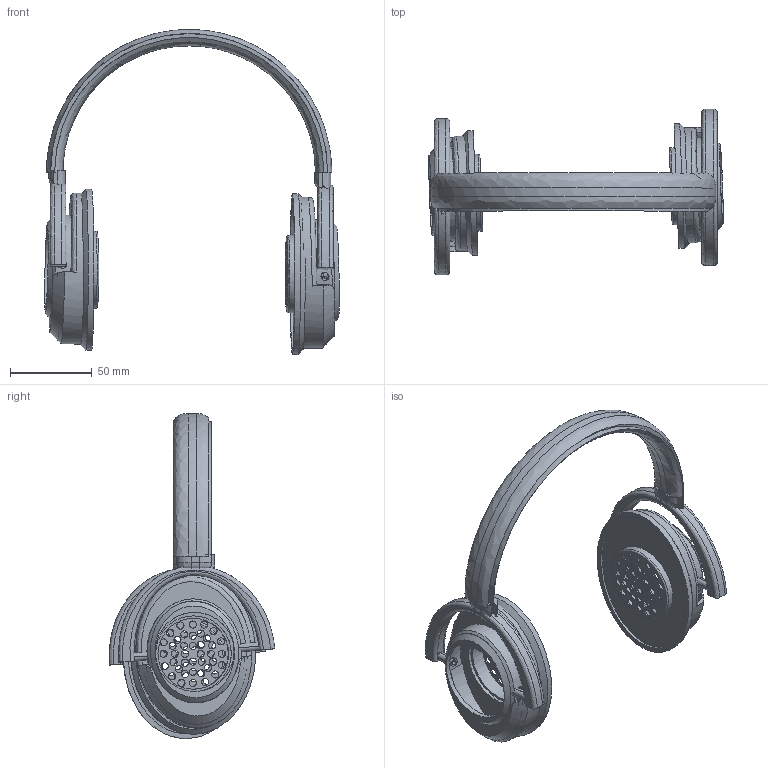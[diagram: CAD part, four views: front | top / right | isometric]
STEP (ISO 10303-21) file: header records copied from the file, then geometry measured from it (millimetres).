
FILE_DESCRIPTION(/* description */ ('STEP AP242','CAx-IF Rec.Pracs.---Representation and Presentation of Product Manufacturing Information (PMI)---4.0---2014-10-13','CAx-IF Rec.Pracs.---3D Tessellated Geometry---0.4---2014-09-14','2;1'),/* implementation_level */ '2;1');
FILE_NAME(/* name */ '6892ce68792d2d6a8b5835d9',/* time_stamp */ '2025-08-06T03:39:22Z',/* author */ (''),/* organization */ (''),/* preprocessor_version */ 'ST-DEVELOPER v20',/* originating_system */ 'ONSHAPE BY PTC INC, 1.201',/* authorisation */ ' ');
FILE_SCHEMA (('AP242_MANAGED_MODEL_BASED_3D_ENGINEERING_MIM_LF { 1 0 10303 442 1 1 4 }'));
Length unit declared in the file: metre
Products named in the file (6): Assembly 1; Part 1; Part 3; Part 2
Assembly tree (9 placements, depth 2):
  Assembly 1
    Part 1  x2
    Part 1
    Part 1  x2
    Part 3  x2
    Part 2  x2
Bounding box: 180.69 x 101.58 x 199.35 mm (x, y, z)
Volume: 138533.8 mm3; surface area: 97834.8 mm2
Topology: 9 solids, 9 shells, 311 faces, 897 edges, 600 vertices
Faces by surface type: bspline 110, plane 103, cylinder 98
Full cylindrical faces by diameter (mm): 4.4 x76, 5 x4, 43.5 x2, 46.469 x2, 47.435 x2, 48.548 x2, 55.152 x2
Entity records: 20943 total; most frequent: CARTESIAN_POINT 17043, ORIENTED_EDGE 810, DIRECTION 552, EDGE_CURVE 405, EDGE_LOOP 308, FACE_BOUND 308, VERTEX_POINT 305, AXIS2_PLACEMENT_3D 229
